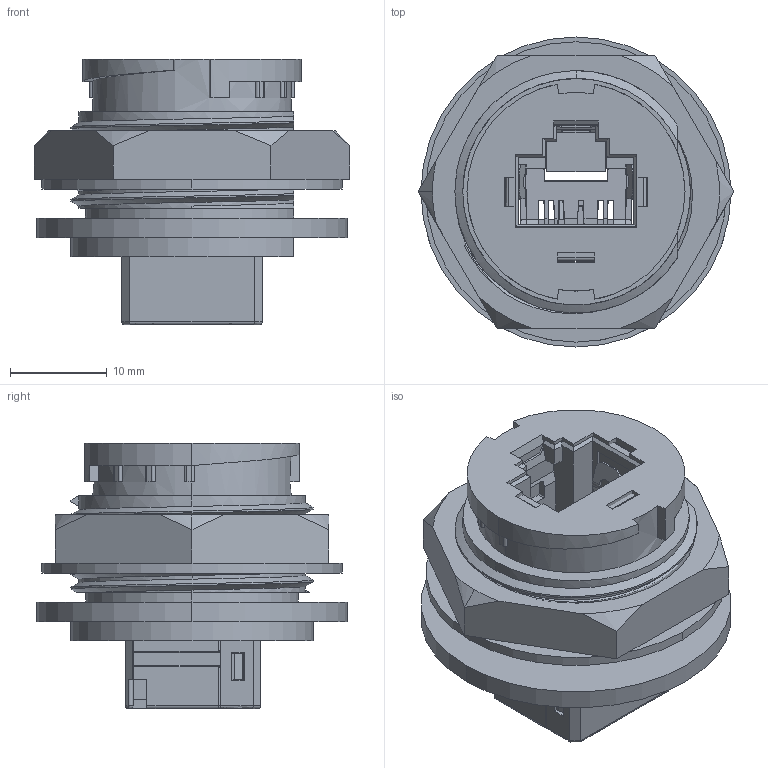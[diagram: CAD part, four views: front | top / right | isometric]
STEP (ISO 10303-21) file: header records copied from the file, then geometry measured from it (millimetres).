
FILE_DESCRIPTION (( 'STEP AP214' ), '1' );
FILE_NAME ('TDG1026KS-C6A-DC-WPK_3D.STEP', '2023-05-02T20:26:01', ( '' ), ( '' ), 'SwSTEP 2.0', 'SolidWorks 2022', '' );
FILE_SCHEMA (( 'AUTOMOTIVE_DESIGN' ));
Length unit declared in the file: inch
Products named in the file (3): TDG1026KS-C6A-DC-WPK_3D; TDG1026KS-C6A-DC; WP67-BHA-DC
Assembly tree (2 placements, depth 2):
  TDG1026KS-C6A-DC-WPK_3D
    WP67-BHA-DC
    TDG1026KS-C6A-DC
Bounding box: 32.6 x 32 x 27.4 mm (x, y, z)
Volume: 9400 mm3; surface area: 15803.7 mm2
Topology: 11 solids, 11 shells, 2322 faces, 6895 edges, 4470 vertices
Faces by surface type: bspline 2322
Entity records: 87972 total; most frequent: CARTESIAN_POINT 33085, ORIENTED_EDGE 13774, DIRECTION 6914, EDGE_CURVE 6887, LINE 5580, VECTOR 5580, VERTEX_POINT 4466, EDGE_LOOP 2363
